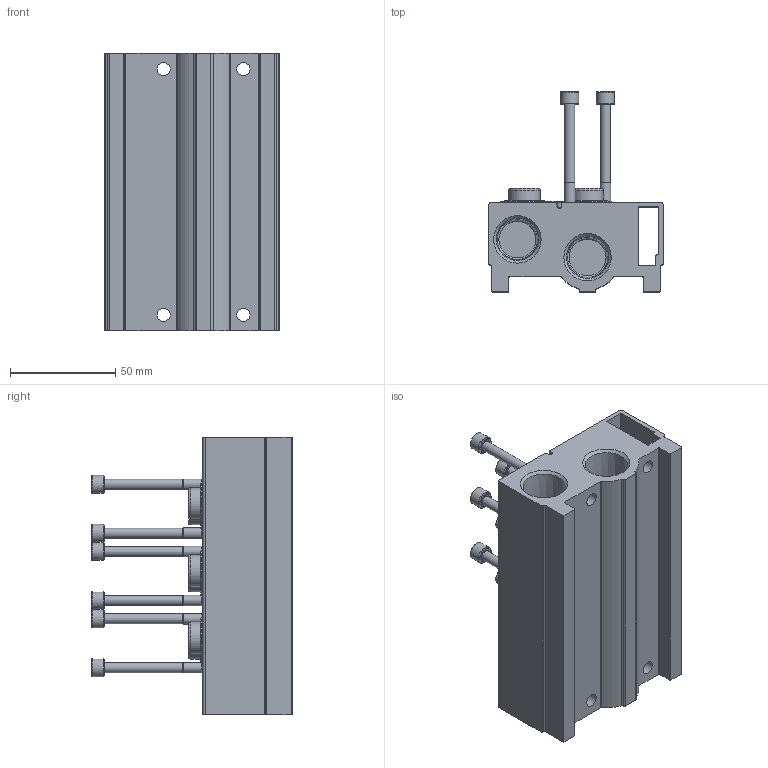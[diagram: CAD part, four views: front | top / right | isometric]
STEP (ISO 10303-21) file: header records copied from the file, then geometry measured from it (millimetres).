
FILE_DESCRIPTION(/* description */ ('STEP AP214'),/* implementation_level */ '2;1');
FILE_NAME(/* name */ '8026423_VABM-B10-30S-N12-3-P3',/* time_stamp */ '2024-09-15T23:33:29+02:00',/* author */ ('License CC BY-ND 4.0'),/* organization */ ('CADENAS'),/* preprocessor_version */ 'ST-DEVELOPER v19.3',/* originating_system */ 'PARTsolutions',/* authorisation */ ' ');
FILE_SCHEMA (('AUTOMOTIVE_DESIGN {1 0 10303 214 3 1 1}'));
Length unit declared in the file: millimetre
Products named in the file (5): 8026423 VABM-B10-30S-N12-3-P3; 8026423 VABM-B10-30S-N12-3-P3---(M); 1841579 VUVS-G38-2---(S); 2191444 F-M5x60-10.9; 31785 B-1/2-NPT---(Plug)
Assembly tree (12 placements, depth 2):
  8026423 VABM-B10-30S-N12-3-P3
    8026423 VABM-B10-30S-N12-3-P3---(M)
    1841579 VUVS-G38-2---(S)  x3
    2191444 F-M5x60-10.9  x6
    31785 B-1/2-NPT---(Plug)  x2
Bounding box: 83 x 95.4 x 132 mm (x, y, z)
Volume: 318030.2 mm3; surface area: 90916.3 mm2
Topology: 12 solids, 12 shells, 547 faces, 1355 edges, 865 vertices
Faces by surface type: plane 265, cylinder 168, cone 96, torus 18
Full cylindrical faces by diameter (mm): 3.5 x1, 4.134 x7, 4.75 x6, 5 x6, 6.3 x4, 8.5 x6, 9 x6, 9.525 x2, 12 x6, 15.1 x6, 17.6 x2, 18.1 x6
Entity records: 7366 total; most frequent: CARTESIAN_POINT 1359, DIRECTION 1276, ORIENTED_EDGE 1066, EDGE_CURVE 533, AXIS2_PLACEMENT_3D 498, VERTEX_POINT 394, FACE_BOUND 383, EDGE_LOOP 374
